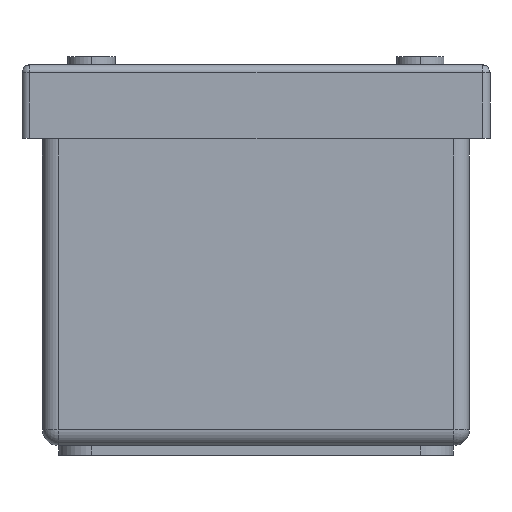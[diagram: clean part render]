
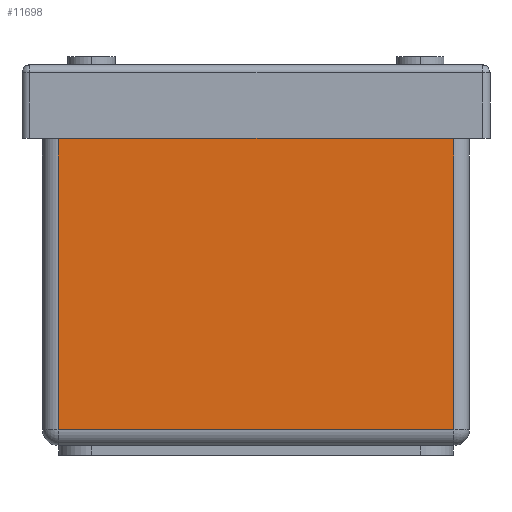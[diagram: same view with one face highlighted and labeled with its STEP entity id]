
A CAD part, left-side view. The second image highlights one B-rep face of the part: STEP entity #11698.
In plain terms, the highlighted planar face has unit normal (-1, 0, 0).
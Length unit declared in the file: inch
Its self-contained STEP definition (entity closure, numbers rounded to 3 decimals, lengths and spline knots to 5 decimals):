
#271 = CARTESIAN_POINT ( 'NONE',  ( -0.00006, 3.24997, 2.61614 ) ) ;
#693 = VECTOR ( 'NONE', #8042, 39.37008 ) ;
#947 = DIRECTION ( 'NONE',  ( 1., 0., 0. ) ) ;
#1150 = ORIENTED_EDGE ( 'NONE', *, *, #1600, .T. ) ;
#1390 = CARTESIAN_POINT ( 'NONE',  ( -0.00006, 0.12005, 2.61614 ) ) ;
#1600 = EDGE_CURVE ( 'NONE', #7728, #5410, #5920, .T. ) ;
#1705 = CARTESIAN_POINT ( 'NONE',  ( -0.00006, 0.12005, 0.12008 ) ) ;
#1854 = VECTOR ( 'NONE', #6014, 39.37008 ) ;
#2124 = EDGE_CURVE ( 'NONE', #7429, #7728, #15417, .T. ) ;
#2734 = ORIENTED_EDGE ( 'NONE', *, *, #2124, .T. ) ;
#2940 = ORIENTED_EDGE ( 'NONE', *, *, #11330, .T. ) ;
#3421 = EDGE_LOOP ( 'NONE', ( #2940, #2734, #1150, #17648 ) ) ;
#4515 = DIRECTION ( 'NONE',  ( 0., 0., -1. ) ) ;
#5410 = VERTEX_POINT ( 'NONE', #8212 ) ;
#5920 = LINE ( 'NONE', #271, #1854 ) ;
#6014 = DIRECTION ( 'NONE',  ( 0., 1., 0. ) ) ;
#6517 = DIRECTION ( 'NONE',  ( 0., 1., 0. ) ) ;
#7429 = VERTEX_POINT ( 'NONE', #1705 ) ;
#7728 = VERTEX_POINT ( 'NONE', #1390 ) ;
#7950 = VERTEX_POINT ( 'NONE', #14224 ) ;
#7970 = CARTESIAN_POINT ( 'NONE',  ( -0.00006, 3.24997, 2.73622 ) ) ;
#8042 = DIRECTION ( 'NONE',  ( 0., 0., 1. ) ) ;
#8212 = CARTESIAN_POINT ( 'NONE',  ( -0.00006, 3.12989, 2.61614 ) ) ;
#9071 = DIRECTION ( 'NONE',  ( 0., -1., 0. ) ) ;
#9295 = AXIS2_PLACEMENT_3D ( 'NONE', #7970, #947, #6517 ) ;
#11330 = EDGE_CURVE ( 'NONE', #7950, #7429, #11458, .T. ) ;
#11407 = VECTOR ( 'NONE', #9071, 39.37008 ) ;
#11458 = LINE ( 'NONE', #15883, #11407 ) ;
#11698 = ADVANCED_FACE ( 'NONE', ( #17550 ), #13173, .F. ) ;
#13173 = PLANE ( 'NONE',  #9295 ) ;
#13203 = LINE ( 'NONE', #13590, #18377 ) ;
#13590 = CARTESIAN_POINT ( 'NONE',  ( -0.00006, 3.12989, 2.73622 ) ) ;
#14224 = CARTESIAN_POINT ( 'NONE',  ( -0.00006, 3.12989, 0.12008 ) ) ;
#15222 = CARTESIAN_POINT ( 'NONE',  ( -0.00006, 0.12005, 2.73622 ) ) ;
#15417 = LINE ( 'NONE', #15222, #693 ) ;
#15883 = CARTESIAN_POINT ( 'NONE',  ( -0.00006, 3.24997, 0.12008 ) ) ;
#15961 = EDGE_CURVE ( 'NONE', #5410, #7950, #13203, .T. ) ;
#17550 = FACE_OUTER_BOUND ( 'NONE', #3421, .T. ) ;
#17648 = ORIENTED_EDGE ( 'NONE', *, *, #15961, .T. ) ;
#18377 = VECTOR ( 'NONE', #4515, 39.37008 ) ;
